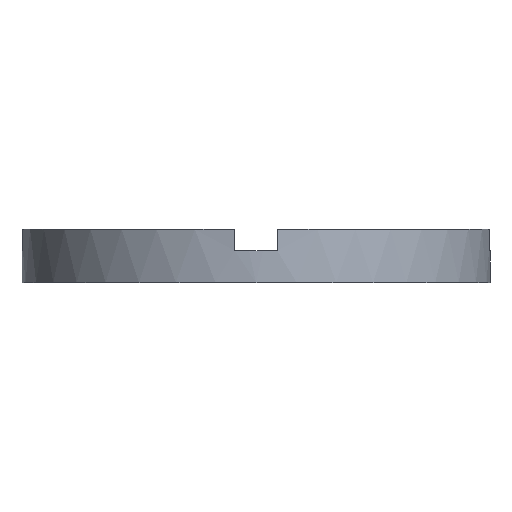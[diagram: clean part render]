
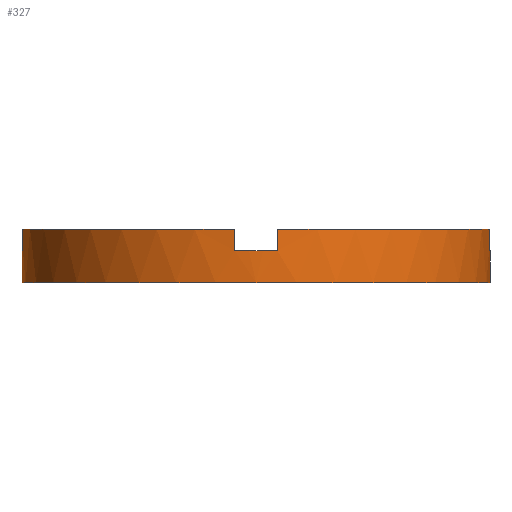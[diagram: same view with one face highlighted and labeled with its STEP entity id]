
A CAD part, front view. The second image highlights one B-rep face of the part: STEP entity #327.
In plain terms, the highlighted cylindrical face has radius 11 mm (diameter 22 mm), a partial arc.
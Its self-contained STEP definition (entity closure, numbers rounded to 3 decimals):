
#3 = DIRECTION ( 'NONE',  ( 1., 0., 0. ) ) ;
#7 = CARTESIAN_POINT ( 'NONE',  ( 11., 0., 0. ) ) ;
#11 = ORIENTED_EDGE ( 'NONE', *, *, #581, .T. ) ;
#31 = CARTESIAN_POINT ( 'NONE',  ( 10.954, -1., 1.5 ) ) ;
#33 = ORIENTED_EDGE ( 'NONE', *, *, #332, .T. ) ;
#46 = VERTEX_POINT ( 'NONE', #485 ) ;
#57 = VERTEX_POINT ( 'NONE', #205 ) ;
#66 = EDGE_CURVE ( 'NONE', #312, #172, #190, .T. ) ;
#71 = DIRECTION ( 'NONE',  ( 0., 0., -1. ) ) ;
#88 = CARTESIAN_POINT ( 'NONE',  ( 1., -10.954, 2.5 ) ) ;
#95 = EDGE_CURVE ( 'NONE', #613, #172, #712, .T. ) ;
#100 = EDGE_CURVE ( 'NONE', #109, #311, #714, .T. ) ;
#102 = VERTEX_POINT ( 'NONE', #328 ) ;
#109 = VERTEX_POINT ( 'NONE', #324 ) ;
#132 = ORIENTED_EDGE ( 'NONE', *, *, #757, .T. ) ;
#172 = VERTEX_POINT ( 'NONE', #616 ) ;
#175 = CARTESIAN_POINT ( 'NONE',  ( 0., 0., 2.5 ) ) ;
#177 = CARTESIAN_POINT ( 'NONE',  ( -11., 0., 0. ) ) ;
#179 = LINE ( 'NONE', #667, #182 ) ;
#182 = VECTOR ( 'NONE', #354, 1000. ) ;
#190 = CIRCLE ( 'NONE', #779, 11. ) ;
#205 = CARTESIAN_POINT ( 'NONE',  ( 11., 0., 1.5 ) ) ;
#214 = CARTESIAN_POINT ( 'NONE',  ( 0., 0., 1.5 ) ) ;
#222 = CARTESIAN_POINT ( 'NONE',  ( -10.954, -1., 1.5 ) ) ;
#224 = EDGE_LOOP ( 'NONE', ( #550, #675, #306, #421, #11, #393, #291, #383, #316, #610, #33, #132 ) ) ;
#233 = DIRECTION ( 'NONE',  ( 0., 0., 1. ) ) ;
#235 = LINE ( 'NONE', #542, #501 ) ;
#252 = EDGE_CURVE ( 'NONE', #46, #652, #489, .T. ) ;
#262 = LINE ( 'NONE', #338, #534 ) ;
#266 = CIRCLE ( 'NONE', #598, 11. ) ;
#271 = CARTESIAN_POINT ( 'NONE',  ( -1., -10.954, 2.5 ) ) ;
#291 = ORIENTED_EDGE ( 'NONE', *, *, #634, .T. ) ;
#292 = CARTESIAN_POINT ( 'NONE',  ( 1., -10.954, 1.5 ) ) ;
#300 = EDGE_CURVE ( 'NONE', #109, #364, #750, .T. ) ;
#306 = ORIENTED_EDGE ( 'NONE', *, *, #95, .T. ) ;
#311 = VERTEX_POINT ( 'NONE', #222 ) ;
#312 = VERTEX_POINT ( 'NONE', #88 ) ;
#316 = ORIENTED_EDGE ( 'NONE', *, *, #100, .T. ) ;
#324 = CARTESIAN_POINT ( 'NONE',  ( -10.954, -1., 2.5 ) ) ;
#327 = ADVANCED_FACE ( 'NONE', ( #743 ), #754, .T. ) ;
#328 = CARTESIAN_POINT ( 'NONE',  ( -11., 0., 1.5 ) ) ;
#329 = DIRECTION ( 'NONE',  ( 1., 0., 0. ) ) ;
#331 = CARTESIAN_POINT ( 'NONE',  ( 0., 0., 2.5 ) ) ;
#332 = EDGE_CURVE ( 'NONE', #102, #438, #235, .T. ) ;
#334 = EDGE_CURVE ( 'NONE', #613, #57, #755, .T. ) ;
#337 = CARTESIAN_POINT ( 'NONE',  ( 10.954, -1., 2.5 ) ) ;
#338 = CARTESIAN_POINT ( 'NONE',  ( 1., -10.954, 2.5 ) ) ;
#343 = DIRECTION ( 'NONE',  ( 1., 0., 0. ) ) ;
#352 = AXIS2_PLACEMENT_3D ( 'NONE', #331, #390, #518 ) ;
#354 = DIRECTION ( 'NONE',  ( 0., 0., -1. ) ) ;
#362 = VERTEX_POINT ( 'NONE', #7 ) ;
#364 = VERTEX_POINT ( 'NONE', #601 ) ;
#367 = AXIS2_PLACEMENT_3D ( 'NONE', #503, #742, #3 ) ;
#374 = CARTESIAN_POINT ( 'NONE',  ( 0., 0., 2.5 ) ) ;
#383 = ORIENTED_EDGE ( 'NONE', *, *, #300, .F. ) ;
#390 = DIRECTION ( 'NONE',  ( 0., 0., 1. ) ) ;
#393 = ORIENTED_EDGE ( 'NONE', *, *, #252, .F. ) ;
#400 = DIRECTION ( 'NONE',  ( 0., 0., -1. ) ) ;
#420 = CARTESIAN_POINT ( 'NONE',  ( 0., 0., 0. ) ) ;
#421 = ORIENTED_EDGE ( 'NONE', *, *, #66, .F. ) ;
#428 = VECTOR ( 'NONE', #720, 1000. ) ;
#438 = VERTEX_POINT ( 'NONE', #177 ) ;
#445 = CIRCLE ( 'NONE', #499, 11. ) ;
#464 = DIRECTION ( 'NONE',  ( 1., 0., 0. ) ) ;
#485 = CARTESIAN_POINT ( 'NONE',  ( -1., -10.954, 1.5 ) ) ;
#489 = CIRCLE ( 'NONE', #732, 11. ) ;
#490 = DIRECTION ( 'NONE',  ( 0., 0., 1. ) ) ;
#499 = AXIS2_PLACEMENT_3D ( 'NONE', #420, #490, #464 ) ;
#501 = VECTOR ( 'NONE', #685, 1000. ) ;
#503 = CARTESIAN_POINT ( 'NONE',  ( 0., 0., 1.5 ) ) ;
#518 = DIRECTION ( 'NONE',  ( 1., 0., 0. ) ) ;
#524 = LINE ( 'NONE', #271, #690 ) ;
#534 = VECTOR ( 'NONE', #400, 1000. ) ;
#541 = EDGE_CURVE ( 'NONE', #102, #311, #266, .T. ) ;
#542 = CARTESIAN_POINT ( 'NONE',  ( -11., 0., 2.5 ) ) ;
#550 = ORIENTED_EDGE ( 'NONE', *, *, #737, .F. ) ;
#581 = EDGE_CURVE ( 'NONE', #312, #652, #262, .T. ) ;
#595 = DIRECTION ( 'NONE',  ( 0., 0., 1. ) ) ;
#598 = AXIS2_PLACEMENT_3D ( 'NONE', #768, #595, #343 ) ;
#600 = DIRECTION ( 'NONE',  ( 0., 0., 1. ) ) ;
#601 = CARTESIAN_POINT ( 'NONE',  ( -1., -10.954, 2.5 ) ) ;
#610 = ORIENTED_EDGE ( 'NONE', *, *, #541, .F. ) ;
#613 = VERTEX_POINT ( 'NONE', #31 ) ;
#616 = CARTESIAN_POINT ( 'NONE',  ( 10.954, -1., 2.5 ) ) ;
#620 = DIRECTION ( 'NONE',  ( 0., 0., 1. ) ) ;
#634 = EDGE_CURVE ( 'NONE', #46, #364, #524, .T. ) ;
#652 = VERTEX_POINT ( 'NONE', #292 ) ;
#662 = AXIS2_PLACEMENT_3D ( 'NONE', #374, #71, #744 ) ;
#667 = CARTESIAN_POINT ( 'NONE',  ( 11., 0., 2.5 ) ) ;
#670 = VECTOR ( 'NONE', #713, 1000. ) ;
#675 = ORIENTED_EDGE ( 'NONE', *, *, #334, .F. ) ;
#685 = DIRECTION ( 'NONE',  ( 0., 0., -1. ) ) ;
#690 = VECTOR ( 'NONE', #233, 1000. ) ;
#712 = LINE ( 'NONE', #337, #428 ) ;
#713 = DIRECTION ( 'NONE',  ( 0., 0., -1. ) ) ;
#714 = LINE ( 'NONE', #747, #670 ) ;
#720 = DIRECTION ( 'NONE',  ( 0., 0., 1. ) ) ;
#732 = AXIS2_PLACEMENT_3D ( 'NONE', #214, #620, #329 ) ;
#737 = EDGE_CURVE ( 'NONE', #57, #362, #179, .T. ) ;
#742 = DIRECTION ( 'NONE',  ( 0., 0., 1. ) ) ;
#743 = FACE_OUTER_BOUND ( 'NONE', #224, .T. ) ;
#744 = DIRECTION ( 'NONE',  ( -1., 0., 0. ) ) ;
#747 = CARTESIAN_POINT ( 'NONE',  ( -10.954, -1., 2.5 ) ) ;
#750 = CIRCLE ( 'NONE', #352, 11. ) ;
#754 = CYLINDRICAL_SURFACE ( 'NONE', #662, 11. ) ;
#755 = CIRCLE ( 'NONE', #367, 11. ) ;
#757 = EDGE_CURVE ( 'NONE', #438, #362, #445, .T. ) ;
#768 = CARTESIAN_POINT ( 'NONE',  ( 0., 0., 1.5 ) ) ;
#779 = AXIS2_PLACEMENT_3D ( 'NONE', #175, #600, #781 ) ;
#781 = DIRECTION ( 'NONE',  ( 1., 0., 0. ) ) ;
